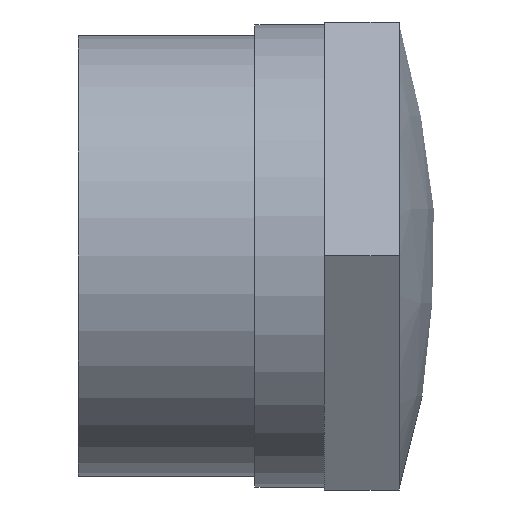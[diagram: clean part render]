
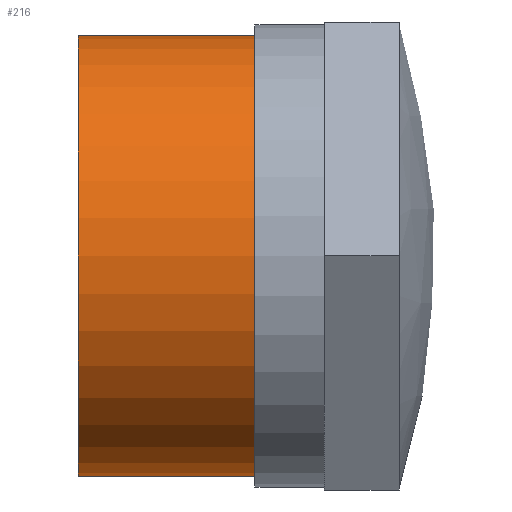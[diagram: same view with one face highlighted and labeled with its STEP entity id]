
A CAD part, front view. The second image highlights one B-rep face of the part: STEP entity #216.
In plain terms, the highlighted cylindrical face has radius 37.65 mm (diameter 75.3 mm), a full revolution.
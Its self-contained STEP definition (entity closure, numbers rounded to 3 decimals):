
#66=FACE_BOUND($,#89,.T.);
#73=FACE_OUTER_BOUND($,#88,.T.);
#88=EDGE_LOOP($,(#161));
#89=EDGE_LOOP($,(#162));
#110=CIRCLE($,#235,37.65);
#111=CIRCLE($,#236,37.65);
#117=VERTEX_POINT($,#323);
#118=VERTEX_POINT($,#325);
#136=EDGE_CURVE($,#117,#117,#110,.T.);
#137=EDGE_CURVE($,#118,#118,#111,.T.);
#161=ORIENTED_EDGE($,*,*,#136,.T.);
#162=ORIENTED_EDGE($,*,*,#137,.F.);
#211=CYLINDRICAL_SURFACE($,#234,37.65);
#216=ADVANCED_FACE($,(#73,#66),#211,.T.);
#234=AXIS2_PLACEMENT_3D($,#322,#258,#259);
#235=AXIS2_PLACEMENT_3D($,#324,#260,#261);
#236=AXIS2_PLACEMENT_3D($,#326,#262,#263);
#258=DIRECTION('center_axis',(-1.,0.,0.));
#259=DIRECTION('ref_axis',(0.,-1.,0.));
#260=DIRECTION('center_axis',(-1.,0.,0.));
#261=DIRECTION('ref_axis',(0.,1.,0.));
#262=DIRECTION('center_axis',(-1.,0.,0.));
#263=DIRECTION('ref_axis',(0.,-1.,0.));
#322=CARTESIAN_POINT('Origin',(21.058,0.,0.));
#323=CARTESIAN_POINT('',(30.2,37.65,0.));
#324=CARTESIAN_POINT('Origin',(30.2,0.,0.));
#325=CARTESIAN_POINT('',(0.,37.65,0.));
#326=CARTESIAN_POINT('Origin',(0.,0.,0.));
